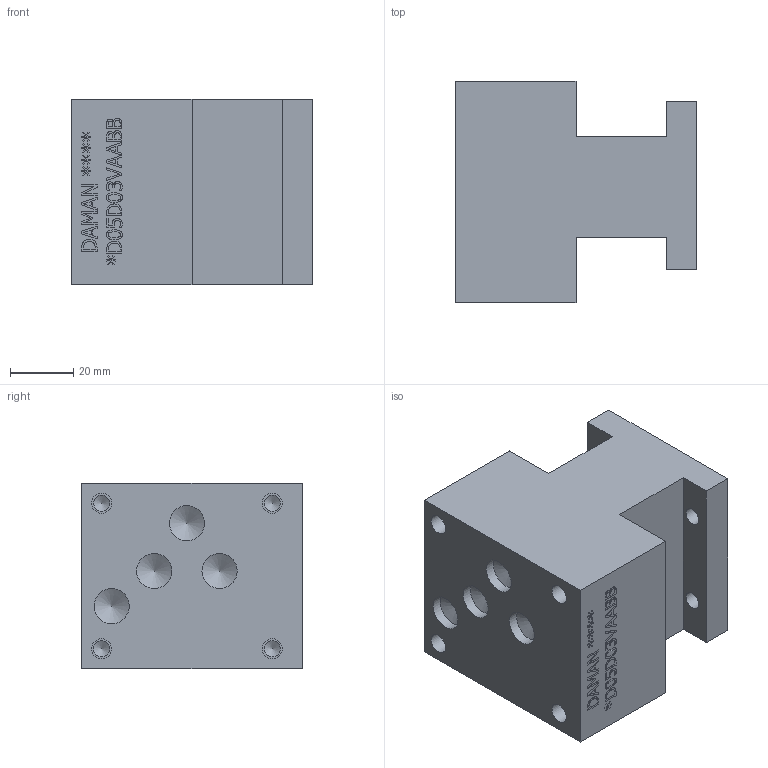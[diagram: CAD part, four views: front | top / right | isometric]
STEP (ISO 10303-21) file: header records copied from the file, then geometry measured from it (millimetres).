
FILE_DESCRIPTION(/* description */ (''),/* implementation_level */ '2;1');
FILE_NAME(/* name */ '_D05D03VAABB.stp',/* time_stamp */ '2021-11-15T13:24:55-05:00',/* author */ ('trevorh'),/* organization */ (''),/* preprocessor_version */ 'ST-DEVELOPER v18',/* originating_system */ 'Autodesk Inventor 2020',/* authorisation */ '');
FILE_SCHEMA (('CONFIG_CONTROL_DESIGN'));
Length unit declared in the file: millimetre
Products named in the file (1): Part_AD05D03VAABB_3D
Bounding box: 76.2 x 69.85 x 58.72 mm (x, y, z)
Volume: 232851.3 mm3; surface area: 31084.3 mm2
Topology: 1 solids, 1 shells, 417 faces, 1159 edges, 785 vertices
Faces by surface type: plane 271, bspline 108, cylinder 25, cone 13
Full cylindrical faces by diameter (mm): 3.175 x1, 5.105 x4, 5.563 x4, 6.35 x8, 11.125 x4, 12.7 x4
Entity records: 14196 total; most frequent: CARTESIAN_POINT 3753, ORIENTED_EDGE 2292, DIRECTION 1650, EDGE_CURVE 1146, LINE 830, VECTOR 830, VERTEX_POINT 785, EDGE_LOOP 479
